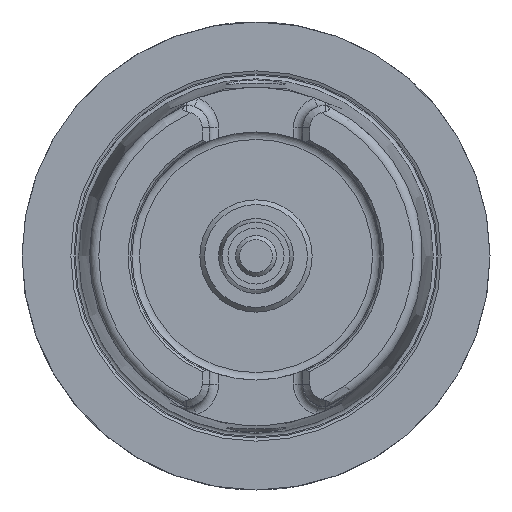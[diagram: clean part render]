
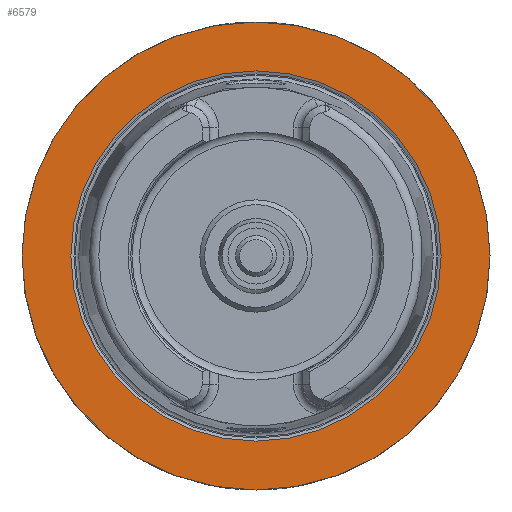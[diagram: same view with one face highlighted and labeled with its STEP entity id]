
A CAD part, left-side view. The second image highlights one B-rep face of the part: STEP entity #6579.
In plain terms, the highlighted planar face has unit normal (-1, 0, 0).
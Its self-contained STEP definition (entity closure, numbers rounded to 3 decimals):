
#5765=CARTESIAN_POINT('',(0.,50.0,0.0));
#5766=VERTEX_POINT('',#5765);
#5767=CARTESIAN_POINT('',(0.,0.,0.0));
#5768=DIRECTION('',(1.0,0.0,0.0));
#5769=DIRECTION('',(0.0,1.0,0.0));
#5770=AXIS2_PLACEMENT_3D('',#5767,#5768,#5769);
#5771=CIRCLE('',#5770,50.0);
#5772=EDGE_CURVE('',#5766,#5766,#5771,.T.);
#6553=CARTESIAN_POINT('',(0.,39.55,0.0));
#6554=VERTEX_POINT('',#6553);
#6555=CARTESIAN_POINT('',(0.,0.,0.0));
#6556=DIRECTION('',(1.0,0.0,0.0));
#6557=DIRECTION('',(0.0,1.0,0.0));
#6558=AXIS2_PLACEMENT_3D('',#6555,#6556,#6557);
#6559=CIRCLE('',#6558,39.55);
#6560=EDGE_CURVE('',#6554,#6554,#6559,.T.);
#6568=CARTESIAN_POINT('',(0.,44.775,0.0));
#6569=DIRECTION('',(-1.0,0.0,0.0));
#6570=DIRECTION('',(0.0,0.0,1.0));
#6571=AXIS2_PLACEMENT_3D('',#6568,#6569,#6570);
#6572=PLANE('',#6571);
#6573=ORIENTED_EDGE('',*,*,#5772,.F.);
#6574=EDGE_LOOP('',(#6573));
#6575=FACE_OUTER_BOUND('',#6574,.T.);
#6576=ORIENTED_EDGE('',*,*,#6560,.T.);
#6577=EDGE_LOOP('',(#6576));
#6578=FACE_BOUND('',#6577,.T.);
#6579=ADVANCED_FACE('',(#6575,#6578),#6572,.T.);
